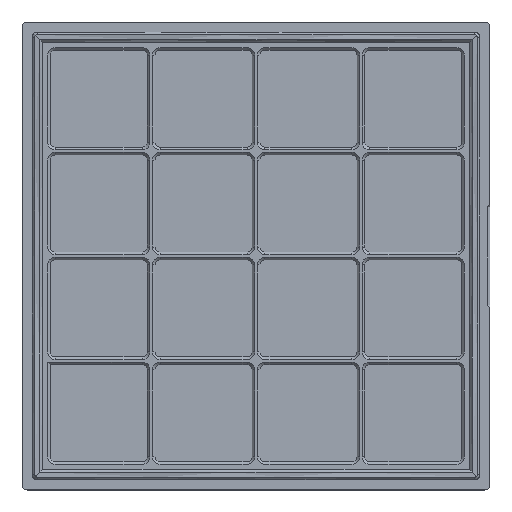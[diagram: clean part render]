
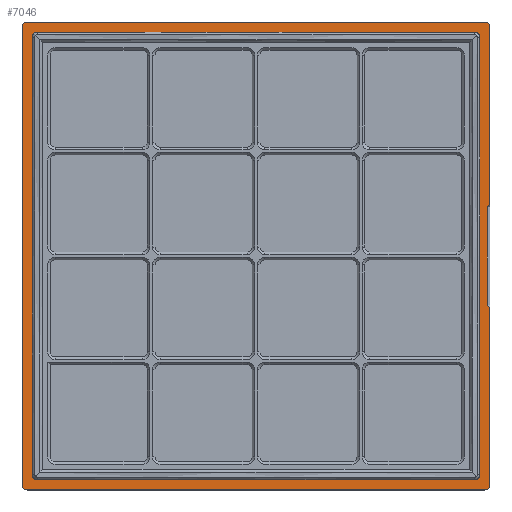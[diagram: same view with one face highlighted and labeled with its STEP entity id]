
A CAD part, top view. The second image highlights one B-rep face of the part: STEP entity #7046.
In plain terms, the highlighted planar face has unit normal (0, 0, 1).
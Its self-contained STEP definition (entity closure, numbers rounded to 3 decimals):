
#89=CIRCLE('',#7452,1.);
#90=CIRCLE('',#7454,1.);
#92=CIRCLE('',#7457,1.);
#93=CIRCLE('',#7458,1.);
#94=CIRCLE('',#7459,1.);
#95=CIRCLE('',#7460,1.);
#96=CIRCLE('',#7461,1.);
#97=CIRCLE('',#7462,1.);
#304=FACE_BOUND('',#1181,.T.);
#457=PLANE('',#7456);
#733=FACE_OUTER_BOUND('',#1180,.T.);
#1180=EDGE_LOOP('',(#5276,#5277,#5278,#5279,#5280,#5281,#5282,#5283,#5284,
#5285,#5286,#5287,#5288,#5289));
#1181=EDGE_LOOP('',(#5290,#5291,#5292,#5293,#5294,#5295,#5296,#5297));
#1855=LINE('',#12555,#2512);
#1858=LINE('',#12560,#2515);
#1859=LINE('',#12564,#2516);
#1863=LINE('',#12572,#2520);
#1869=LINE('',#12594,#2526);
#1870=LINE('',#12598,#2527);
#1871=LINE('',#12601,#2528);
#1872=LINE('',#12602,#2529);
#1873=LINE('',#12603,#2530);
#1874=LINE('',#12604,#2531);
#1875=LINE('',#12609,#2532);
#1876=LINE('',#12613,#2533);
#1877=LINE('',#12617,#2534);
#1878=LINE('',#12620,#2535);
#2512=VECTOR('',#8223,10.);
#2515=VECTOR('',#8228,10.);
#2516=VECTOR('',#8231,10.);
#2520=VECTOR('',#8237,10.);
#2526=VECTOR('',#8257,10.);
#2527=VECTOR('',#8260,10.);
#2528=VECTOR('',#8263,10.);
#2529=VECTOR('',#8264,10.);
#2530=VECTOR('',#8265,10.);
#2531=VECTOR('',#8266,10.);
#2532=VECTOR('',#8269,10.);
#2533=VECTOR('',#8272,10.);
#2534=VECTOR('',#8275,10.);
#2535=VECTOR('',#8278,10.);
#3190=VERTEX_POINT('',#12552);
#3191=VERTEX_POINT('',#12554);
#3192=VERTEX_POINT('',#12558);
#3193=VERTEX_POINT('',#12562);
#3194=VERTEX_POINT('',#12563);
#3197=VERTEX_POINT('',#12571);
#3198=VERTEX_POINT('',#12575);
#3201=VERTEX_POINT('',#12580);
#3203=VERTEX_POINT('',#12585);
#3204=VERTEX_POINT('',#12587);
#3206=VERTEX_POINT('',#12593);
#3207=VERTEX_POINT('',#12595);
#3208=VERTEX_POINT('',#12597);
#3209=VERTEX_POINT('',#12599);
#3210=VERTEX_POINT('',#12605);
#3211=VERTEX_POINT('',#12606);
#3212=VERTEX_POINT('',#12608);
#3213=VERTEX_POINT('',#12610);
#3214=VERTEX_POINT('',#12612);
#3215=VERTEX_POINT('',#12614);
#3216=VERTEX_POINT('',#12616);
#3217=VERTEX_POINT('',#12618);
#3936=EDGE_CURVE('',#3190,#3191,#1855,.T.);
#3939=EDGE_CURVE('',#3192,#3190,#1858,.T.);
#3940=EDGE_CURVE('',#3193,#3194,#1859,.T.);
#3944=EDGE_CURVE('',#3197,#3194,#1863,.T.);
#3949=EDGE_CURVE('',#3198,#3201,#89,.T.);
#3951=EDGE_CURVE('',#3204,#3203,#90,.T.);
#3954=EDGE_CURVE('',#3206,#3201,#1869,.T.);
#3955=EDGE_CURVE('',#3206,#3207,#92,.T.);
#3956=EDGE_CURVE('',#3207,#3208,#1870,.T.);
#3957=EDGE_CURVE('',#3208,#3209,#93,.T.);
#3958=EDGE_CURVE('',#3197,#3209,#1871,.T.);
#3959=EDGE_CURVE('',#3191,#3193,#1872,.T.);
#3960=EDGE_CURVE('',#3204,#3192,#1873,.T.);
#3961=EDGE_CURVE('',#3203,#3198,#1874,.T.);
#3962=EDGE_CURVE('',#3210,#3211,#94,.F.);
#3963=EDGE_CURVE('',#3212,#3210,#1875,.T.);
#3964=EDGE_CURVE('',#3213,#3212,#95,.F.);
#3965=EDGE_CURVE('',#3214,#3213,#1876,.T.);
#3966=EDGE_CURVE('',#3215,#3214,#96,.F.);
#3967=EDGE_CURVE('',#3216,#3215,#1877,.T.);
#3968=EDGE_CURVE('',#3217,#3216,#97,.F.);
#3969=EDGE_CURVE('',#3211,#3217,#1878,.T.);
#5276=ORIENTED_EDGE('',*,*,#3954,.F.);
#5277=ORIENTED_EDGE('',*,*,#3955,.T.);
#5278=ORIENTED_EDGE('',*,*,#3956,.T.);
#5279=ORIENTED_EDGE('',*,*,#3957,.T.);
#5280=ORIENTED_EDGE('',*,*,#3958,.F.);
#5281=ORIENTED_EDGE('',*,*,#3944,.T.);
#5282=ORIENTED_EDGE('',*,*,#3940,.F.);
#5283=ORIENTED_EDGE('',*,*,#3959,.F.);
#5284=ORIENTED_EDGE('',*,*,#3936,.F.);
#5285=ORIENTED_EDGE('',*,*,#3939,.F.);
#5286=ORIENTED_EDGE('',*,*,#3960,.F.);
#5287=ORIENTED_EDGE('',*,*,#3951,.T.);
#5288=ORIENTED_EDGE('',*,*,#3961,.T.);
#5289=ORIENTED_EDGE('',*,*,#3949,.T.);
#5290=ORIENTED_EDGE('',*,*,#3962,.F.);
#5291=ORIENTED_EDGE('',*,*,#3963,.F.);
#5292=ORIENTED_EDGE('',*,*,#3964,.F.);
#5293=ORIENTED_EDGE('',*,*,#3965,.F.);
#5294=ORIENTED_EDGE('',*,*,#3966,.F.);
#5295=ORIENTED_EDGE('',*,*,#3967,.F.);
#5296=ORIENTED_EDGE('',*,*,#3968,.F.);
#5297=ORIENTED_EDGE('',*,*,#3969,.F.);
#7046=ADVANCED_FACE('',(#733,#304),#457,.T.);
#7452=AXIS2_PLACEMENT_3D('',#12582,#8245,#8246);
#7454=AXIS2_PLACEMENT_3D('',#12588,#8250,#8251);
#7456=AXIS2_PLACEMENT_3D('',#12592,#8255,#8256);
#7457=AXIS2_PLACEMENT_3D('',#12596,#8258,#8259);
#7458=AXIS2_PLACEMENT_3D('',#12600,#8261,#8262);
#7459=AXIS2_PLACEMENT_3D('',#12607,#8267,#8268);
#7460=AXIS2_PLACEMENT_3D('',#12611,#8270,#8271);
#7461=AXIS2_PLACEMENT_3D('',#12615,#8273,#8274);
#7462=AXIS2_PLACEMENT_3D('',#12619,#8276,#8277);
#8223=DIRECTION('',(-0.816,-0.577,0.));
#8228=DIRECTION('',(-1.,0.,0.));
#8231=DIRECTION('',(0.816,-0.577,0.));
#8237=DIRECTION('',(-1.,0.,0.));
#8245=DIRECTION('center_axis',(0.,0.,1.));
#8246=DIRECTION('ref_axis',(-1.,0.,0.));
#8250=DIRECTION('center_axis',(0.,0.,1.));
#8251=DIRECTION('ref_axis',(-1.,0.,0.));
#8255=DIRECTION('center_axis',(0.,0.,1.));
#8256=DIRECTION('ref_axis',(1.,0.,0.));
#8257=DIRECTION('',(0.,1.,0.));
#8258=DIRECTION('center_axis',(0.,0.,1.));
#8259=DIRECTION('ref_axis',(-1.,0.,0.));
#8260=DIRECTION('',(1.,0.,0.));
#8261=DIRECTION('center_axis',(0.,0.,1.));
#8262=DIRECTION('ref_axis',(-1.,0.,0.));
#8263=DIRECTION('',(0.,-1.,0.));
#8264=DIRECTION('',(0.,-1.,0.));
#8265=DIRECTION('',(0.,-1.,0.));
#8266=DIRECTION('',(-1.,0.,0.));
#8267=DIRECTION('center_axis',(0.,0.,-1.));
#8268=DIRECTION('ref_axis',(0.707,-0.707,0.));
#8269=DIRECTION('',(1.,0.,0.));
#8270=DIRECTION('center_axis',(0.,0.,-1.));
#8271=DIRECTION('ref_axis',(-0.707,-0.707,0.));
#8272=DIRECTION('',(0.,-1.,0.));
#8273=DIRECTION('center_axis',(0.,0.,-1.));
#8274=DIRECTION('ref_axis',(-0.707,0.707,0.));
#8275=DIRECTION('',(-1.,0.,0.));
#8276=DIRECTION('center_axis',(0.,0.,-1.));
#8277=DIRECTION('ref_axis',(0.707,0.707,0.));
#8278=DIRECTION('',(0.,1.,0.));
#12552=CARTESIAN_POINT('',(45.745,10.,3.));
#12554=CARTESIAN_POINT('',(45.25,9.65,3.));
#12555=CARTESIAN_POINT('',(28.141,-2.448,3.));
#12558=CARTESIAN_POINT('',(45.75,10.,3.));
#12560=CARTESIAN_POINT('',(45.75,10.,3.));
#12562=CARTESIAN_POINT('',(45.25,-9.65,3.));
#12563=CARTESIAN_POINT('',(45.745,-10.,3.));
#12564=CARTESIAN_POINT('',(28.058,2.507,3.));
#12571=CARTESIAN_POINT('',(45.75,-10.,3.));
#12572=CARTESIAN_POINT('',(45.75,-10.,3.));
#12575=CARTESIAN_POINT('',(-44.75,45.75,3.));
#12580=CARTESIAN_POINT('',(-45.75,44.75,3.));
#12582=CARTESIAN_POINT('Origin',(-44.75,44.75,3.));
#12585=CARTESIAN_POINT('',(44.75,45.75,3.));
#12587=CARTESIAN_POINT('',(45.75,44.75,3.));
#12588=CARTESIAN_POINT('Origin',(44.75,44.75,3.));
#12592=CARTESIAN_POINT('Origin',(0.,0.,3.));
#12593=CARTESIAN_POINT('',(-45.75,-44.75,3.));
#12594=CARTESIAN_POINT('',(-45.75,-44.75,3.));
#12595=CARTESIAN_POINT('',(-44.75,-45.75,3.));
#12596=CARTESIAN_POINT('Origin',(-44.75,-44.75,3.));
#12597=CARTESIAN_POINT('',(44.75,-45.75,3.));
#12598=CARTESIAN_POINT('',(-44.75,-45.75,3.));
#12599=CARTESIAN_POINT('',(45.75,-44.75,3.));
#12600=CARTESIAN_POINT('Origin',(44.75,-44.75,3.));
#12601=CARTESIAN_POINT('',(45.75,44.75,3.));
#12602=CARTESIAN_POINT('',(45.25,-22.875,3.));
#12603=CARTESIAN_POINT('',(45.75,44.75,3.));
#12604=CARTESIAN_POINT('',(44.75,45.75,3.));
#12605=CARTESIAN_POINT('',(42.75,-43.75,3.));
#12606=CARTESIAN_POINT('',(43.75,-42.75,3.));
#12607=CARTESIAN_POINT('Origin',(42.75,-42.75,3.));
#12608=CARTESIAN_POINT('',(-42.75,-43.75,3.));
#12609=CARTESIAN_POINT('',(20.875,-43.75,3.));
#12610=CARTESIAN_POINT('',(-43.75,-42.75,3.));
#12611=CARTESIAN_POINT('Origin',(-42.75,-42.75,3.));
#12612=CARTESIAN_POINT('',(-43.75,42.75,3.));
#12613=CARTESIAN_POINT('',(-43.75,0.,3.));
#12614=CARTESIAN_POINT('',(-42.75,43.75,3.));
#12615=CARTESIAN_POINT('Origin',(-42.75,42.75,3.));
#12616=CARTESIAN_POINT('',(42.75,43.75,3.));
#12617=CARTESIAN_POINT('',(-20.875,43.75,3.));
#12618=CARTESIAN_POINT('',(43.75,42.75,3.));
#12619=CARTESIAN_POINT('Origin',(42.75,42.75,3.));
#12620=CARTESIAN_POINT('',(43.75,20.875,3.));
